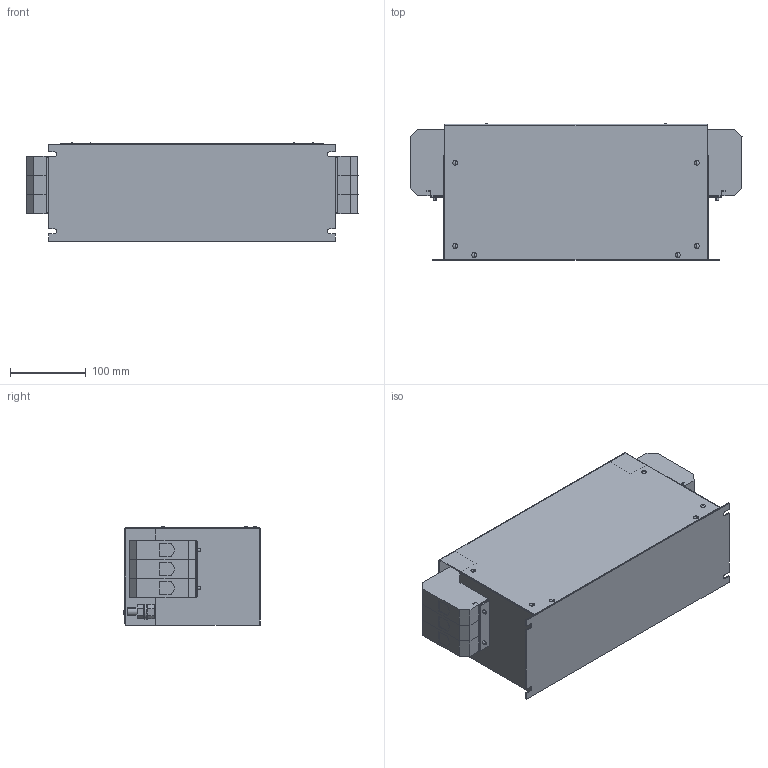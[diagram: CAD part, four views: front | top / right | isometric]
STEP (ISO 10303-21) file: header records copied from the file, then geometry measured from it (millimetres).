
FILE_DESCRIPTION (( 'STEP AP214' ), '1' );
FILE_NAME ('302542.STEP', '2024-08-30T07:41:23', ( '' ), ( '' ), 'SwSTEP 2.0', 'SolidWorks 2022', '' );
FILE_SCHEMA (( 'AUTOMOTIVE_DESIGN' ));
Length unit declared in the file: millimetre
Products named in the file (1): 302542
Bounding box: 439.6 x 181.37 x 130.37 mm (x, y, z)
Volume: 8568776.1 mm3; surface area: 323658.7 mm2
Topology: 1 solids, 7 shells, 730 faces, 1773 edges, 1150 vertices
Faces by surface type: plane 517, cylinder 173, bspline 24, sphere 16
Entity records: 21327 total; most frequent: CARTESIAN_POINT 4056, ORIENTED_EDGE 3546, DIRECTION 3543, EDGE_CURVE 1773, LINE 1285, VECTOR 1285, VERTEX_POINT 1150, AXIS2_PLACEMENT_3D 1129
